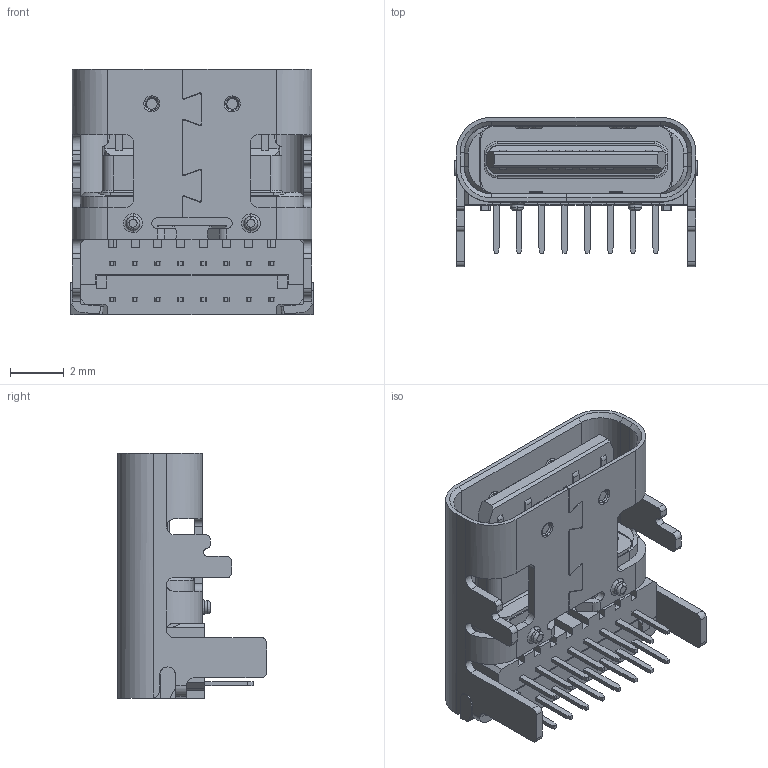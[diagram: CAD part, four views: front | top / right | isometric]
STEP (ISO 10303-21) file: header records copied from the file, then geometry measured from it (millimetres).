
FILE_DESCRIPTION( ( 'STEP AP214' ), '1' );
FILE_NAME( 'USB4085-GF-A.stp', '2021-02-21T00:15:45', ( 'License CC BY-ND 4.0' ), ( 'CADENAS' ), ' ', 'PARTsolutions', ' ' );
FILE_SCHEMA( ( 'AUTOMOTIVE_DESIGN { 1 0 10303 214 1 1 1 1 }' ) );
Length unit declared in the file: millimetre
Products named in the file (3): USB4085-GF-A; ÇÐ³ý-À­Éì1; Í¹Ì¨-À­Éì1
Assembly tree (2 placements, depth 2):
  USB4085-GF-A
    ÇÐ³ý-À­Éì1
    Í¹Ì¨-À­Éì1
Bounding box: 9.03 x 5.56 x 9.17 mm (x, y, z)
Volume: 117.4 mm3; surface area: 640.1 mm2
Topology: 1 solids, 2 shells, 689 faces, 1847 edges, 1199 vertices
Faces by surface type: plane 468, cylinder 136, bspline 75, cone 10
Entity records: 37766 total; most frequent: CARTESIAN_POINT 15570, ORIENTED_EDGE 3689, DIRECTION 3118, EDGE_CURVE 1847, LINE 1312, VECTOR 1312, VERTEX_POINT 1199, AXIS2_PLACEMENT_3D 903
